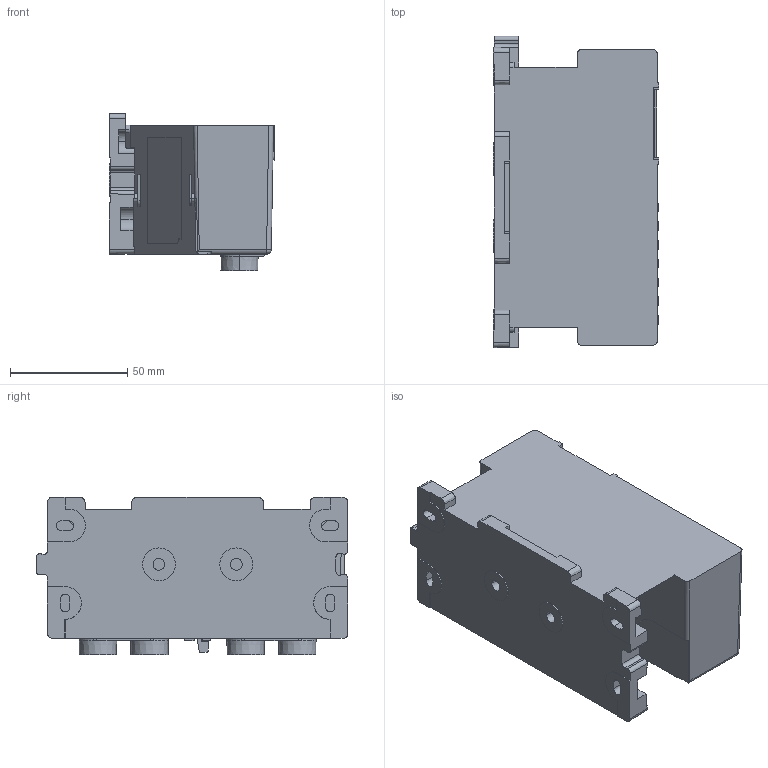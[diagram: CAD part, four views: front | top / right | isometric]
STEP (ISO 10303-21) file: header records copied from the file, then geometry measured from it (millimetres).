
FILE_DESCRIPTION(('SolidDesigner STEP Export'),'2;1');
FILE_NAME('IBS-RL-EA-4-BG.stp','2003-06-25T10:01:52',(''),(''),'OneSpaceDesigner STEP processor Version: 9.0 (March 2001)for AP214(CD)(Solid Model)','CoCreate OneSpaceDesigner: 11.50A 18-Jul-2002(C) CoCreate Software GmbH','');
FILE_SCHEMA(('AUTOMOTIVE_DESIGN_CC2 {1 2 10303 214 -1 1 5 1}'));
Length unit declared in the file: millimetre
Products named in the file (2): IBS-RL-EA-4-BG
Assembly tree (1 placements, depth 2):
  IBS-RL-EA-4-BG
    IBS-RL-EA-4-BG
Bounding box: 70.66 x 132.83 x 67.03 mm (x, y, z)
Volume: 374474.5 mm3; surface area: 50297.4 mm2
Topology: 1 solids, 1 shells, 482 faces, 1271 edges, 785 vertices
Faces by surface type: plane 242, cylinder 150, sphere 36, torus 34, cone 14, extrusion 6
Entity records: 17894 total; most frequent: CARTESIAN_POINT 2799, ORIENTED_EDGE 2470, DIRECTION 2202, EDGE_CURVE 1235, VERTEX_POINT 785, VECTOR 746, LINE 740, AXIS2_PLACEMENT_3D 728
